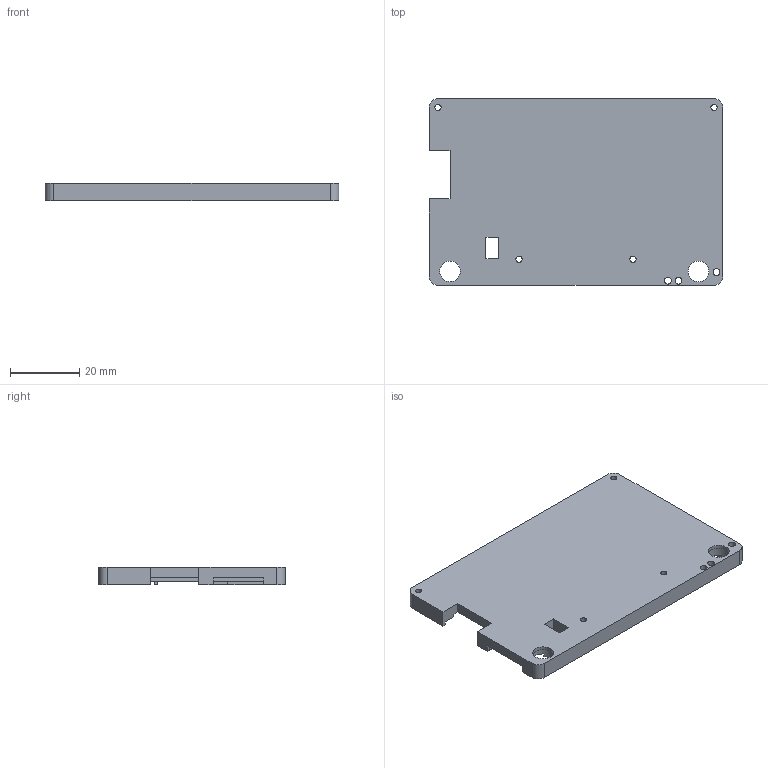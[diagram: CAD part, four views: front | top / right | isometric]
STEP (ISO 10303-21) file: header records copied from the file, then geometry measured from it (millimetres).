
FILE_DESCRIPTION(('FreeCAD Model'),'2;1');
FILE_NAME('display_frame.step','2020-07-26T03:46:02',('Author'),(''), 'Open CASCADE STEP processor 7.3','FreeCAD','Unknown');
FILE_SCHEMA(('AUTOMOTIVE_DESIGN { 1 0 10303 214 1 1 1 1 }'));
Length unit declared in the file: millimetre
Products named in the file (1): display_frame
Bounding box: 85 x 54 x 5 mm (x, y, z)
Volume: 14438.8 mm3; surface area: 11204 mm2
Topology: 1 solids, 1 shells, 114 faces, 332 edges, 221 vertices
Faces by surface type: plane 99, cylinder 15
Full cylindrical faces by diameter (mm): 1.8 x4, 2 x3, 6 x2, 7.3 x2
Entity records: 8118 total; most frequent: CARTESIAN_POINT 1368, DIRECTION 1255, LINE 926, VECTOR 926, ORIENTED_EDGE 664, PCURVE 664, DEFINITIONAL_REPRESENTATION 664, EDGE_CURVE 332
